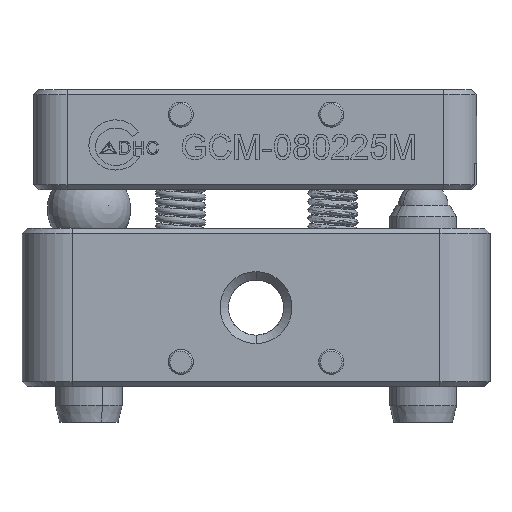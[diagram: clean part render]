
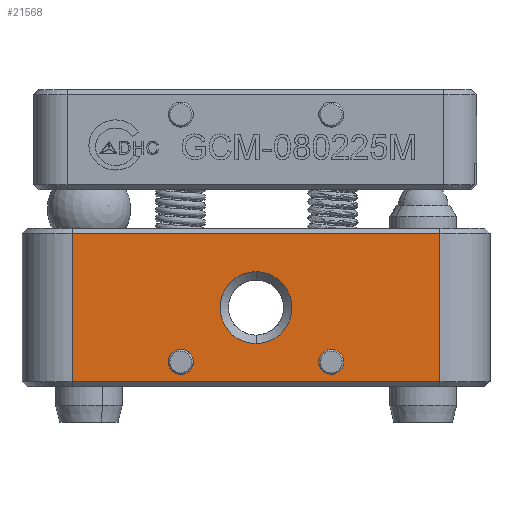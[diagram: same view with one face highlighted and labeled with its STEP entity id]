
A CAD part, front view. The second image highlights one B-rep face of the part: STEP entity #21568.
In plain terms, the highlighted planar face has unit normal (0, -1, 0).
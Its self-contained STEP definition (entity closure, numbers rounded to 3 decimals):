
#15 = CARTESIAN_POINT ( 'NONE',  ( 22.498, -6.131, -28.477 ) ) ;
#325 = DIRECTION ( 'NONE',  ( -1., 0., 0. ) ) ;
#1400 = CIRCLE ( 'NONE', #30690, 0.75 ) ;
#1977 = DIRECTION ( 'NONE',  ( 0., 0., 1. ) ) ;
#2768 = DIRECTION ( 'NONE',  ( 0., 0., 1. ) ) ;
#2857 = AXIS2_PLACEMENT_3D ( 'NONE', #15370, #37124, #18497 ) ;
#3013 = CARTESIAN_POINT ( 'NONE',  ( 36.498, -6.131, -35.377 ) ) ;
#3181 = CARTESIAN_POINT ( 'NONE',  ( 22.498, -6.131, -37.677 ) ) ;
#3313 = CARTESIAN_POINT ( 'NONE',  ( 47.498, -6.131, -37.677 ) ) ;
#3803 = ORIENTED_EDGE ( 'NONE', *, *, #25183, .T. ) ;
#5039 = LINE ( 'NONE', #23716, #37140 ) ;
#5835 = ORIENTED_EDGE ( 'NONE', *, *, #11291, .T. ) ;
#6304 = DIRECTION ( 'NONE',  ( 0., 1., 0. ) ) ;
#6776 = VERTEX_POINT ( 'NONE', #14659 ) ;
#7188 = CIRCLE ( 'NONE', #28236, 2.15 ) ;
#7194 = ORIENTED_EDGE ( 'NONE', *, *, #36792, .F. ) ;
#8525 = DIRECTION ( 'NONE',  ( 0., -1., 0. ) ) ;
#8924 = CARTESIAN_POINT ( 'NONE',  ( 25.498, -6.131, -28.777 ) ) ;
#9911 = EDGE_LOOP ( 'NONE', ( #3803, #21138 ) ) ;
#10021 = CARTESIAN_POINT ( 'NONE',  ( 25.498, -6.131, -37.977 ) ) ;
#10211 = AXIS2_PLACEMENT_3D ( 'NONE', #40053, #21403, #2768 ) ;
#10891 = EDGE_CURVE ( 'NONE', #25288, #22143, #5039, .T. ) ;
#10970 = CARTESIAN_POINT ( 'NONE',  ( 40.998, -6.131, -35.727 ) ) ;
#10997 = EDGE_CURVE ( 'NONE', #18687, #22894, #40237, .T. ) ;
#11291 = EDGE_CURVE ( 'NONE', #6776, #25288, #11526, .T. ) ;
#11526 = LINE ( 'NONE', #3181, #20767 ) ;
#11935 = VERTEX_POINT ( 'NONE', #25543 ) ;
#12620 = FACE_BOUND ( 'NONE', #31683, .T. ) ;
#12714 = DIRECTION ( 'NONE',  ( 0., 1., 0. ) ) ;
#12913 = DIRECTION ( 'NONE',  ( 0., -1., 0. ) ) ;
#13101 = DIRECTION ( 'NONE',  ( 0., 0., -1. ) ) ;
#13357 = ORIENTED_EDGE ( 'NONE', *, *, #27107, .F. ) ;
#14258 = ORIENTED_EDGE ( 'NONE', *, *, #24955, .T. ) ;
#14659 = CARTESIAN_POINT ( 'NONE',  ( 25.498, -6.131, -37.677 ) ) ;
#15345 = VERTEX_POINT ( 'NONE', #32306 ) ;
#15370 = CARTESIAN_POINT ( 'NONE',  ( 31.998, -6.131, -36.477 ) ) ;
#15564 = PLANE ( 'NONE',  #25213 ) ;
#15643 = CARTESIAN_POINT ( 'NONE',  ( 40.998, -6.131, -36.477 ) ) ;
#16563 = CARTESIAN_POINT ( 'NONE',  ( 25.498, -6.131, -28.777 ) ) ;
#17092 = ORIENTED_EDGE ( 'NONE', *, *, #10997, .F. ) ;
#17215 = EDGE_CURVE ( 'NONE', #15345, #26481, #21517, .T. ) ;
#18170 = LINE ( 'NONE', #16563, #25401 ) ;
#18497 = DIRECTION ( 'NONE',  ( 0., 0., -1. ) ) ;
#18549 = EDGE_CURVE ( 'NONE', #22143, #21421, #18170, .T. ) ;
#18687 = VERTEX_POINT ( 'NONE', #10970 ) ;
#18767 = DIRECTION ( 'NONE',  ( 0., 0., -1. ) ) ;
#19017 = ORIENTED_EDGE ( 'NONE', *, *, #18549, .T. ) ;
#20767 = VECTOR ( 'NONE', #28044, 1000. ) ;
#21138 = ORIENTED_EDGE ( 'NONE', *, *, #29985, .T. ) ;
#21403 = DIRECTION ( 'NONE',  ( 0., 1., 0. ) ) ;
#21421 = VERTEX_POINT ( 'NONE', #8924 ) ;
#21517 = CIRCLE ( 'NONE', #2857, 0.75 ) ;
#21568 = ADVANCED_FACE ( 'NONE', ( #29188, #12620, #36534, #28201 ), #15564, .F. ) ;
#22143 = VERTEX_POINT ( 'NONE', #30441 ) ;
#22605 = CARTESIAN_POINT ( 'NONE',  ( 31.998, -6.131, -37.227 ) ) ;
#22894 = VERTEX_POINT ( 'NONE', #32417 ) ;
#23716 = CARTESIAN_POINT ( 'NONE',  ( 47.498, -6.131, -28.477 ) ) ;
#23865 = AXIS2_PLACEMENT_3D ( 'NONE', #27131, #8525, #30262 ) ;
#24643 = LINE ( 'NONE', #10021, #32018 ) ;
#24955 = EDGE_CURVE ( 'NONE', #21421, #6776, #24643, .T. ) ;
#25183 = EDGE_CURVE ( 'NONE', #29180, #11935, #38379, .T. ) ;
#25213 = AXIS2_PLACEMENT_3D ( 'NONE', #15, #6304, #28040 ) ;
#25288 = VERTEX_POINT ( 'NONE', #3313 ) ;
#25401 = VECTOR ( 'NONE', #325, 1000. ) ;
#25543 = CARTESIAN_POINT ( 'NONE',  ( 36.498, -6.131, -31.077 ) ) ;
#25898 = EDGE_LOOP ( 'NONE', ( #29472, #19017, #14258, #5835 ) ) ;
#26481 = VERTEX_POINT ( 'NONE', #22605 ) ;
#27107 = EDGE_CURVE ( 'NONE', #22894, #18687, #39367, .T. ) ;
#27131 = CARTESIAN_POINT ( 'NONE',  ( 40.998, -6.131, -36.477 ) ) ;
#28040 = DIRECTION ( 'NONE',  ( 0., 0., 1. ) ) ;
#28044 = DIRECTION ( 'NONE',  ( 1., 0., 0. ) ) ;
#28201 = FACE_OUTER_BOUND ( 'NONE', #25898, .T. ) ;
#28236 = AXIS2_PLACEMENT_3D ( 'NONE', #31346, #12714, #34500 ) ;
#29180 = VERTEX_POINT ( 'NONE', #3013 ) ;
#29188 = FACE_BOUND ( 'NONE', #9911, .T. ) ;
#29472 = ORIENTED_EDGE ( 'NONE', *, *, #10891, .T. ) ;
#29487 = AXIS2_PLACEMENT_3D ( 'NONE', #15643, #37405, #18767 ) ;
#29985 = EDGE_CURVE ( 'NONE', #11935, #29180, #7188, .T. ) ;
#30262 = DIRECTION ( 'NONE',  ( 0., 0., -1. ) ) ;
#30441 = CARTESIAN_POINT ( 'NONE',  ( 47.498, -6.131, -28.777 ) ) ;
#30690 = AXIS2_PLACEMENT_3D ( 'NONE', #31559, #12913, #34704 ) ;
#31346 = CARTESIAN_POINT ( 'NONE',  ( 36.498, -6.131, -33.227 ) ) ;
#31559 = CARTESIAN_POINT ( 'NONE',  ( 31.998, -6.131, -36.477 ) ) ;
#31683 = EDGE_LOOP ( 'NONE', ( #7194, #36345 ) ) ;
#32018 = VECTOR ( 'NONE', #13101, 1000. ) ;
#32306 = CARTESIAN_POINT ( 'NONE',  ( 31.998, -6.131, -35.727 ) ) ;
#32417 = CARTESIAN_POINT ( 'NONE',  ( 40.998, -6.131, -37.227 ) ) ;
#34500 = DIRECTION ( 'NONE',  ( 0., 0., 1. ) ) ;
#34704 = DIRECTION ( 'NONE',  ( 0., 0., -1. ) ) ;
#35681 = EDGE_LOOP ( 'NONE', ( #13357, #17092 ) ) ;
#36345 = ORIENTED_EDGE ( 'NONE', *, *, #17215, .F. ) ;
#36534 = FACE_BOUND ( 'NONE', #35681, .T. ) ;
#36792 = EDGE_CURVE ( 'NONE', #26481, #15345, #1400, .T. ) ;
#37124 = DIRECTION ( 'NONE',  ( 0., -1., 0. ) ) ;
#37140 = VECTOR ( 'NONE', #1977, 1000. ) ;
#37405 = DIRECTION ( 'NONE',  ( 0., -1., 0. ) ) ;
#38379 = CIRCLE ( 'NONE', #10211, 2.15 ) ;
#39367 = CIRCLE ( 'NONE', #29487, 0.75 ) ;
#40053 = CARTESIAN_POINT ( 'NONE',  ( 36.498, -6.131, -33.227 ) ) ;
#40237 = CIRCLE ( 'NONE', #23865, 0.75 ) ;
